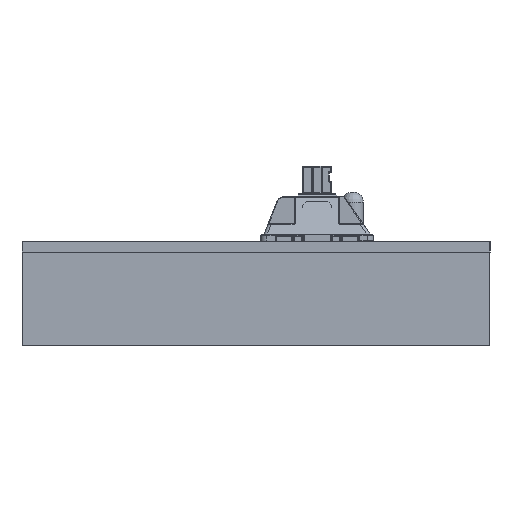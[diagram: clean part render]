
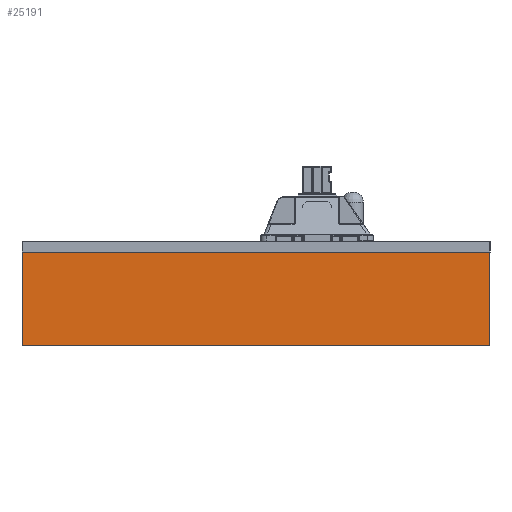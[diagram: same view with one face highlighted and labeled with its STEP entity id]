
A CAD part, left-side view. The second image highlights one B-rep face of the part: STEP entity #25191.
In plain terms, the highlighted planar face has unit normal (-1, 0, 0).
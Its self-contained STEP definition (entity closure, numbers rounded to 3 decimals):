
#1013=PLANE('',#26938);
#1520=FACE_OUTER_BOUND('',#3162,.T.);
#3162=EDGE_LOOP('',(#16769,#16770,#16771,#16772));
#4921=LINE('',#38683,#6982);
#4941=LINE('',#38747,#7002);
#4942=LINE('',#38748,#7003);
#4943=LINE('',#38749,#7004);
#6982=VECTOR('',#30164,10.);
#7002=VECTOR('',#30232,10.);
#7003=VECTOR('',#30233,10.);
#7004=VECTOR('',#30234,10.);
#10553=VERTEX_POINT('',#38680);
#10554=VERTEX_POINT('',#38682);
#10573=VERTEX_POINT('',#38745);
#10574=VERTEX_POINT('',#38746);
#12831=EDGE_CURVE('',#10553,#10554,#4921,.T.);
#12863=EDGE_CURVE('',#10573,#10574,#4941,.T.);
#12864=EDGE_CURVE('',#10573,#10554,#4942,.T.);
#12865=EDGE_CURVE('',#10574,#10553,#4943,.T.);
#16769=ORIENTED_EDGE('',*,*,#12863,.F.);
#16770=ORIENTED_EDGE('',*,*,#12864,.T.);
#16771=ORIENTED_EDGE('',*,*,#12831,.F.);
#16772=ORIENTED_EDGE('',*,*,#12865,.F.);
#25191=ADVANCED_FACE('',(#1520),#1013,.T.);
#26938=AXIS2_PLACEMENT_3D('',#38744,#30230,#30231);
#30164=DIRECTION('',(0.,-1.,0.));
#30230=DIRECTION('center_axis',(-1.,0.,0.));
#30231=DIRECTION('ref_axis',(0.,-1.,0.));
#30232=DIRECTION('',(0.,1.,0.));
#30233=DIRECTION('',(0.,0.,1.));
#30234=DIRECTION('',(0.,0.,1.));
#38680=CARTESIAN_POINT('',(-69.886,48.062,13.));
#38682=CARTESIAN_POINT('',(-69.886,-16.938,13.));
#38683=CARTESIAN_POINT('',(-69.886,-16.938,13.));
#38744=CARTESIAN_POINT('Origin',(-69.886,48.062,0.));
#38745=CARTESIAN_POINT('',(-69.886,-16.938,0.));
#38746=CARTESIAN_POINT('',(-69.886,48.062,0.));
#38747=CARTESIAN_POINT('',(-69.886,-16.938,0.));
#38748=CARTESIAN_POINT('',(-69.886,-16.938,0.));
#38749=CARTESIAN_POINT('',(-69.886,48.062,0.));
